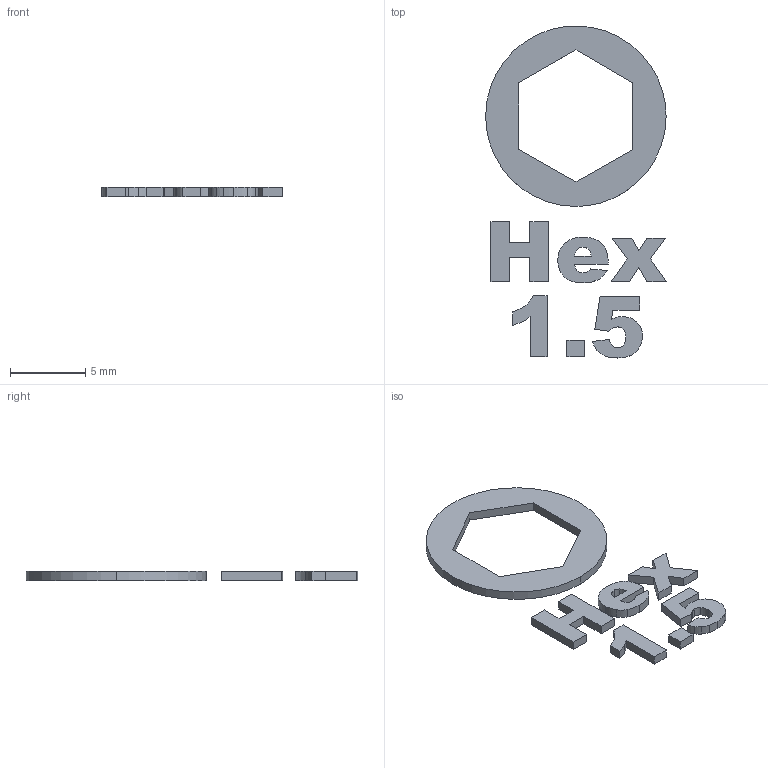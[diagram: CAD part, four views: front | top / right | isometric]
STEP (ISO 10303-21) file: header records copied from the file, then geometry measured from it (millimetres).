
FILE_DESCRIPTION(/* description */ (''),/* implementation_level */ '2;1');
FILE_NAME(/* name */ 'Hex 1.5.step',/* time_stamp */ '2023-03-31T17:59:53+02:00',/* author */ (''),/* organization */ (''),/* preprocessor_version */ 'ST-DEVELOPER v19.2',/* originating_system */ 'Autodesk Translation Framework v11.17.0.187',/* authorisation */ '');
FILE_SCHEMA (('AUTOMOTIVE_DESIGN { 1 0 10303 214 3 1 1 }'));
Length unit declared in the file: millimetre
Products named in the file (1): Hex 1.5
Bounding box: 12.02 x 22.08 x 0.6 mm (x, y, z)
Volume: 62 mm3; surface area: 301.4 mm2
Topology: 7 solids, 7 shells, 109 faces, 285 edges, 190 vertices
Faces by surface type: plane 64, bspline 45
Entity records: 3736 total; most frequent: CARTESIAN_POINT 1334, ORIENTED_EDGE 570, DIRECTION 325, EDGE_CURVE 285, LINE 195, VECTOR 195, VERTEX_POINT 190, EDGE_LOOP 113
